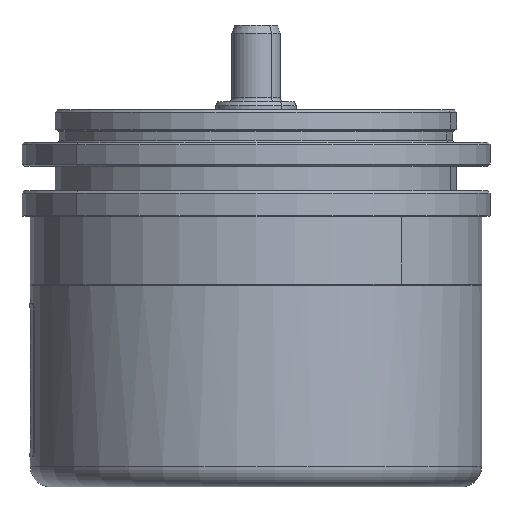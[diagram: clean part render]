
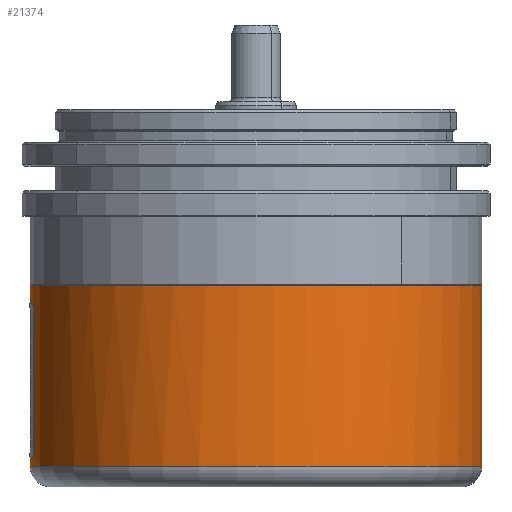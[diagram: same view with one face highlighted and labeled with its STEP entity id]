
A CAD part, front view. The second image highlights one B-rep face of the part: STEP entity #21374.
In plain terms, the highlighted cylindrical face has radius 28 mm (diameter 56 mm), a partial arc.
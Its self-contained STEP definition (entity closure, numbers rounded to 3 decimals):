
#3814=CARTESIAN_POINT('',(-0.001,0.,-21.7));
#3815=DIRECTION('',(0.,0.,1.));
#3816=DIRECTION('',(-0.621,0.784,0.));
#3817=AXIS2_PLACEMENT_3D('',#3814,#3815,#3816);
#3819=DIRECTION('',(0.,0.,-1.));
#3820=VECTOR('',#3819,17.);
#3821=CARTESIAN_POINT('',(-27.486,5.343,-25.));
#3822=LINE('',#3821,#3820);
#3823=CARTESIAN_POINT('',(-27.486,5.343,-42.));
#3824=CARTESIAN_POINT('',(-27.486,5.343,
-42.044));
#3825=CARTESIAN_POINT('',(-27.487,5.337,
-42.131));
#3826=CARTESIAN_POINT('',(-27.492,5.312,
-42.259));
#3827=CARTESIAN_POINT('',(-27.5,5.271,
-42.384));
#3828=CARTESIAN_POINT('',(-27.511,5.214,
-42.501));
#3829=CARTESIAN_POINT('',(-27.524,5.142,
-42.611));
#3830=CARTESIAN_POINT('',(-27.54,5.057,
-42.709));
#3831=CARTESIAN_POINT('',(-27.558,4.96,
-42.796));
#3832=CARTESIAN_POINT('',(-27.577,4.852,
-42.869));
#3833=CARTESIAN_POINT('',(-27.597,4.736,
-42.927));
#3834=CARTESIAN_POINT('',(-27.618,4.614,
-42.969));
#3835=CARTESIAN_POINT('',(-27.639,4.487,
-42.994));
#3836=CARTESIAN_POINT('',(-27.653,4.401,-43.));
#3837=CARTESIAN_POINT('',(-27.659,4.358,-43.));
#3839=CARTESIAN_POINT('',(-0.001,0.,-43.));
#3840=DIRECTION('',(0.,0.,-1.));
#3841=DIRECTION('',(-0.988,-0.156,0.));
#3842=AXIS2_PLACEMENT_3D('',#3839,#3840,#3841);
#3844=CARTESIAN_POINT('',(-27.659,-4.358,-43.));
#3845=CARTESIAN_POINT('',(-27.653,-4.401,-43.));
#3846=CARTESIAN_POINT('',(-27.639,-4.487,
-42.994));
#3847=CARTESIAN_POINT('',(-27.618,-4.614,
-42.969));
#3848=CARTESIAN_POINT('',(-27.597,-4.736,
-42.927));
#3849=CARTESIAN_POINT('',(-27.577,-4.852,
-42.869));
#3850=CARTESIAN_POINT('',(-27.558,-4.96,
-42.796));
#3851=CARTESIAN_POINT('',(-27.54,-5.057,
-42.709));
#3852=CARTESIAN_POINT('',(-27.524,-5.142,
-42.611));
#3853=CARTESIAN_POINT('',(-27.511,-5.214,
-42.501));
#3854=CARTESIAN_POINT('',(-27.5,-5.271,
-42.384));
#3855=CARTESIAN_POINT('',(-27.492,-5.312,
-42.259));
#3856=CARTESIAN_POINT('',(-27.487,-5.337,
-42.131));
#3857=CARTESIAN_POINT('',(-27.486,-5.343,
-42.044));
#3858=CARTESIAN_POINT('',(-27.486,-5.343,-42.));
#3860=DIRECTION('',(0.,0.,-1.));
#3861=VECTOR('',#3860,17.);
#3862=CARTESIAN_POINT('',(-27.486,-5.343,-25.));
#3863=LINE('',#3862,#3861);
#3864=CARTESIAN_POINT('',(-27.486,-5.343,-25.));
#3865=CARTESIAN_POINT('',(-27.486,-5.343,
-24.956));
#3866=CARTESIAN_POINT('',(-27.487,-5.337,
-24.869));
#3867=CARTESIAN_POINT('',(-27.492,-5.312,
-24.741));
#3868=CARTESIAN_POINT('',(-27.5,-5.271,
-24.616));
#3869=CARTESIAN_POINT('',(-27.511,-5.214,
-24.499));
#3870=CARTESIAN_POINT('',(-27.524,-5.142,
-24.389));
#3871=CARTESIAN_POINT('',(-27.54,-5.057,
-24.291));
#3872=CARTESIAN_POINT('',(-27.558,-4.96,
-24.204));
#3873=CARTESIAN_POINT('',(-27.577,-4.852,
-24.131));
#3874=CARTESIAN_POINT('',(-27.597,-4.736,
-24.073));
#3875=CARTESIAN_POINT('',(-27.618,-4.614,
-24.031));
#3876=CARTESIAN_POINT('',(-27.639,-4.487,
-24.006));
#3877=CARTESIAN_POINT('',(-27.653,-4.401,-24.));
#3878=CARTESIAN_POINT('',(-27.659,-4.358,-24.));
#3880=CARTESIAN_POINT('',(-0.001,0.,-24.));
#3881=DIRECTION('',(0.,0.,-1.));
#3882=DIRECTION('',(-0.988,-0.156,0.));
#3883=AXIS2_PLACEMENT_3D('',#3880,#3881,#3882);
#3885=CARTESIAN_POINT('',(-27.659,4.358,-24.));
#3886=CARTESIAN_POINT('',(-27.653,4.401,-24.));
#3887=CARTESIAN_POINT('',(-27.639,4.487,
-24.006));
#3888=CARTESIAN_POINT('',(-27.618,4.614,
-24.031));
#3889=CARTESIAN_POINT('',(-27.597,4.736,
-24.073));
#3890=CARTESIAN_POINT('',(-27.577,4.852,
-24.131));
#3891=CARTESIAN_POINT('',(-27.558,4.96,
-24.204));
#3892=CARTESIAN_POINT('',(-27.54,5.057,
-24.291));
#3893=CARTESIAN_POINT('',(-27.524,5.142,
-24.389));
#3894=CARTESIAN_POINT('',(-27.511,5.214,
-24.499));
#3895=CARTESIAN_POINT('',(-27.5,5.271,
-24.616));
#3896=CARTESIAN_POINT('',(-27.492,5.312,
-24.741));
#3897=CARTESIAN_POINT('',(-27.487,5.337,
-24.869));
#3898=CARTESIAN_POINT('',(-27.486,5.343,
-24.956));
#3899=CARTESIAN_POINT('',(-27.486,5.343,-25.));
#3906=CARTESIAN_POINT('',(-0.001,0.,-44.2));
#3907=DIRECTION('',(0.,0.,-1.));
#3908=DIRECTION('',(0.621,0.784,0.));
#3909=AXIS2_PLACEMENT_3D('',#3906,#3907,#3908);
#4050=DIRECTION('',(0.,0.,1.));
#4051=VECTOR('',#4050,22.5);
#4052=CARTESIAN_POINT('',(17.384,21.949,-44.2));
#4053=LINE('',#4052,#4051);
#10539=DIRECTION('',(0.,0.,-1.));
#10540=VECTOR('',#10539,22.5);
#10541=CARTESIAN_POINT('',(-17.385,21.949,-21.7));
#10542=LINE('',#10541,#10540);
#17514=CARTESIAN_POINT('',(17.384,21.949,-21.7));
#17516=VERTEX_POINT('',#17514);
#17519=CARTESIAN_POINT('',(-17.385,21.949,-21.7));
#17521=VERTEX_POINT('',#17519);
#17560=CARTESIAN_POINT('',(-17.385,21.949,-44.2));
#17561=VERTEX_POINT('',#17560);
#17564=CARTESIAN_POINT('',(17.384,21.949,-44.2));
#17565=VERTEX_POINT('',#17564);
#19362=CARTESIAN_POINT('',(-27.486,5.343,-25.));
#19363=CARTESIAN_POINT('',(-27.486,5.343,-42.));
#19364=VERTEX_POINT('',#19362);
#19365=VERTEX_POINT('',#19363);
#19366=CARTESIAN_POINT('',(-27.486,-5.343,-25.));
#19367=CARTESIAN_POINT('',(-27.486,-5.343,-42.));
#19368=VERTEX_POINT('',#19366);
#19369=VERTEX_POINT('',#19367);
#19370=CARTESIAN_POINT('',(-27.659,-4.358,-43.));
#19371=CARTESIAN_POINT('',(-27.659,4.358,-43.));
#19372=VERTEX_POINT('',#19370);
#19373=VERTEX_POINT('',#19371);
#19374=CARTESIAN_POINT('',(-27.659,-4.358,-24.));
#19375=CARTESIAN_POINT('',(-27.659,4.358,-24.));
#19376=VERTEX_POINT('',#19374);
#19377=VERTEX_POINT('',#19375);
#21342=CARTESIAN_POINT('',(-0.001,0.,-20.45));
#21343=DIRECTION('',(0.,0.,-1.));
#21344=DIRECTION('',(0.,-1.,0.));
#21345=AXIS2_PLACEMENT_3D('',#21342,#21343,#21344);
#21346=CYLINDRICAL_SURFACE('',#21345,28.);
#21348=ORIENTED_EDGE('',*,*,#21347,.T.);
#21350=ORIENTED_EDGE('',*,*,#21349,.F.);
#21352=ORIENTED_EDGE('',*,*,#21351,.T.);
#21354=ORIENTED_EDGE('',*,*,#21353,.F.);
#21355=EDGE_LOOP('',(#21348,#21350,#21352,#21354));
#21356=FACE_OUTER_BOUND('',#21355,.F.);
#21358=ORIENTED_EDGE('',*,*,#21357,.T.);
#21360=ORIENTED_EDGE('',*,*,#21359,.T.);
#21362=ORIENTED_EDGE('',*,*,#21361,.F.);
#21363=ORIENTED_EDGE('',*,*,#21332,.T.);
#21365=ORIENTED_EDGE('',*,*,#21364,.F.);
#21367=ORIENTED_EDGE('',*,*,#21366,.T.);
#21369=ORIENTED_EDGE('',*,*,#21368,.T.);
#21371=ORIENTED_EDGE('',*,*,#21370,.T.);
#21372=EDGE_LOOP('',(#21358,#21360,#21362,#21363,#21365,#21367,#21369,#21371));
#21373=FACE_BOUND('',#21372,.F.);
#3818=CIRCLE('',#3817,28.);
#3838=B_SPLINE_CURVE_WITH_KNOTS('',3,(#3823,#3824,#3825,#3826,#3827,#3828,#3829,
#3830,#3831,#3832,#3833,#3834,#3835,#3836,#3837),.UNSPECIFIED.,.F.,.F.,(4,1,1,1,
1,1,1,1,1,1,1,1,4),(0.,0.083,0.167,0.25,
0.333,0.417,0.5,0.583,0.667,
0.75,0.833,0.917,1.),.UNSPECIFIED.);
#3843=CIRCLE('',#3842,28.);
#3859=B_SPLINE_CURVE_WITH_KNOTS('',3,(#3844,#3845,#3846,#3847,#3848,#3849,#3850,
#3851,#3852,#3853,#3854,#3855,#3856,#3857,#3858),.UNSPECIFIED.,.F.,.F.,(4,1,1,1,
1,1,1,1,1,1,1,1,4),(0.,0.083,0.167,0.25,
0.333,0.417,0.5,0.583,0.667,
0.75,0.833,0.917,1.),.UNSPECIFIED.);
#3879=B_SPLINE_CURVE_WITH_KNOTS('',3,(#3864,#3865,#3866,#3867,#3868,#3869,#3870,
#3871,#3872,#3873,#3874,#3875,#3876,#3877,#3878),.UNSPECIFIED.,.F.,.F.,(4,1,1,1,
1,1,1,1,1,1,1,1,4),(0.,0.083,0.167,0.25,
0.333,0.417,0.5,0.583,0.667,
0.75,0.833,0.917,1.),.UNSPECIFIED.);
#3884=CIRCLE('',#3883,28.);
#3900=B_SPLINE_CURVE_WITH_KNOTS('',3,(#3885,#3886,#3887,#3888,#3889,#3890,#3891,
#3892,#3893,#3894,#3895,#3896,#3897,#3898,#3899),.UNSPECIFIED.,.F.,.F.,(4,1,1,1,
1,1,1,1,1,1,1,1,4),(0.,0.083,0.167,0.25,
0.333,0.417,0.5,0.583,0.667,
0.75,0.833,0.917,1.),.UNSPECIFIED.);
#3910=CIRCLE('',#3909,28.);
#21332=EDGE_CURVE('',#19372,#19369,#3859,.T.);
#21347=EDGE_CURVE('',#17565,#17561,#3910,.T.);
#21349=EDGE_CURVE('',#17521,#17561,#10542,.T.);
#21351=EDGE_CURVE('',#17521,#17516,#3818,.T.);
#21353=EDGE_CURVE('',#17565,#17516,#4053,.T.);
#21357=EDGE_CURVE('',#19364,#19365,#3822,.T.);
#21359=EDGE_CURVE('',#19365,#19373,#3838,.T.);
#21361=EDGE_CURVE('',#19372,#19373,#3843,.T.);
#21364=EDGE_CURVE('',#19368,#19369,#3863,.T.);
#21366=EDGE_CURVE('',#19368,#19376,#3879,.T.);
#21368=EDGE_CURVE('',#19376,#19377,#3884,.T.);
#21370=EDGE_CURVE('',#19377,#19364,#3900,.T.);
#21374=ADVANCED_FACE('',(#21356,#21373),#21346,.T.);
